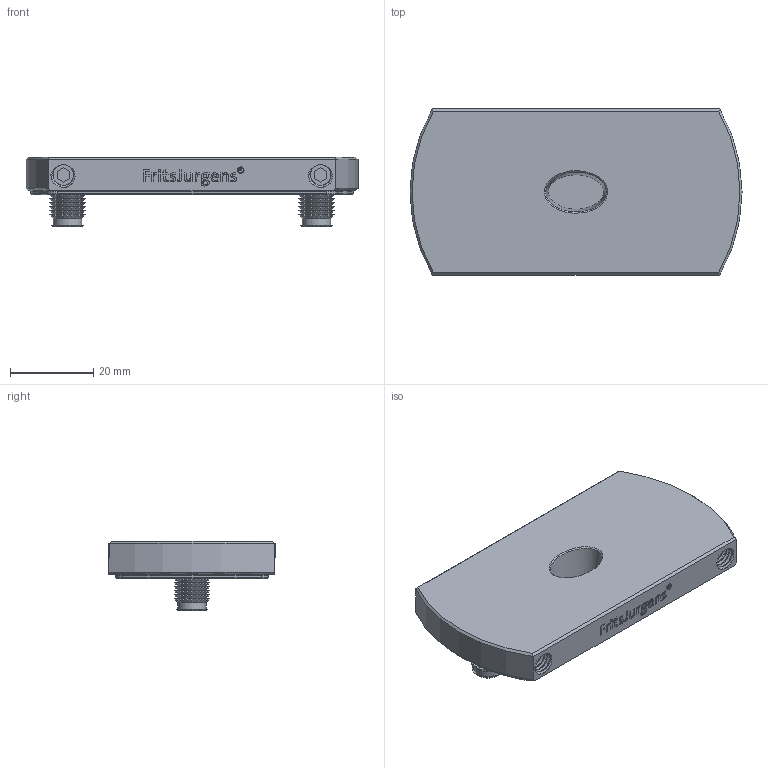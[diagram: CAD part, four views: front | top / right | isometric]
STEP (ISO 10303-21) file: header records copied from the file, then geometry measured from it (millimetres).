
FILE_DESCRIPTION (( 'STEP AP214' ), '1' );
FILE_NAME ('400411 400412 Square Floorplate System M.STEP', '2020-06-24T14:06:59', ( '' ), ( '' ), 'SwSTEP 2.0', 'SolidWorks 2020', '' );
FILE_SCHEMA (( 'AUTOMOTIVE_DESIGN' ));
Length unit declared in the file: millimetre
Products named in the file (1): 400411 400412 Square Floorplate System M
Bounding box: 80 x 40 x 16.7 mm (x, y, z)
Volume: 23735.8 mm3; surface area: 16346 mm2
Topology: 1 solids, 1 shells, 1422 faces, 3919 edges, 2573 vertices
Faces by surface type: plane 980, cylinder 356, cone 68, bspline 18
Full cylindrical faces by diameter (mm): 1.318 x2, 1.572 x2, 5 x8, 6.85 x2, 24 x1, 24.1 x1
Entity records: 63521 total; most frequent: CARTESIAN_POINT 27785, ORIENTED_EDGE 7702, DIRECTION 7160, EDGE_CURVE 3851, VERTEX_POINT 2555, AXIS2_PLACEMENT_3D 2549, LINE 2062, VECTOR 2062
